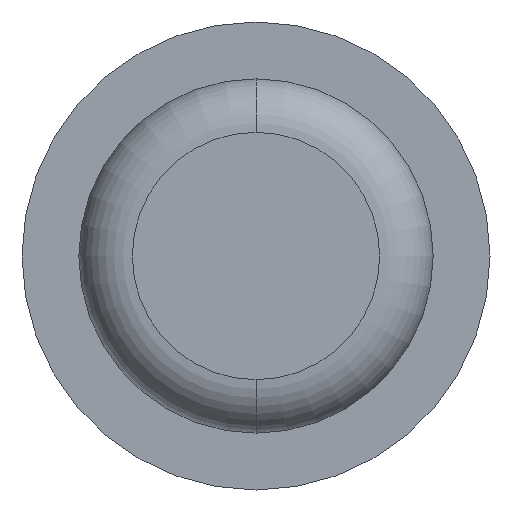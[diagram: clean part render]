
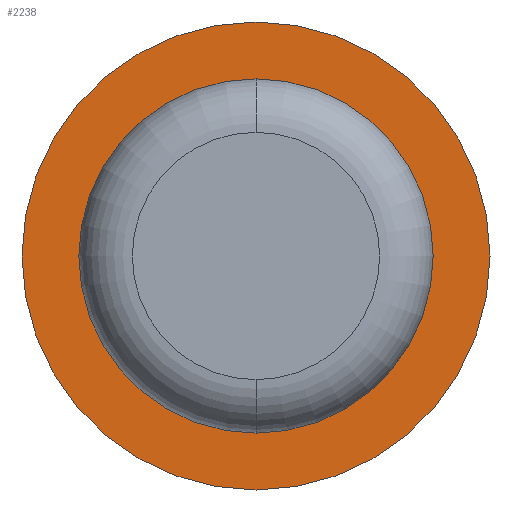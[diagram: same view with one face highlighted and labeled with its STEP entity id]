
A CAD part, front view. The second image highlights one B-rep face of the part: STEP entity #2238.
In plain terms, the highlighted planar face has unit normal (0, -1, 0).
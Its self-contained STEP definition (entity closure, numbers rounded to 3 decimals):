
#48 = DIRECTION ( 'NONE',  ( 0., -1., 0. ) ) ;
#347 = CARTESIAN_POINT ( 'NONE',  ( 0., 7.9, 0. ) ) ;
#414 = VERTEX_POINT ( 'NONE', #1918 ) ;
#563 = DIRECTION ( 'NONE',  ( 0., 0., -1. ) ) ;
#698 = AXIS2_PLACEMENT_3D ( 'NONE', #3448, #2181, #563 ) ;
#716 = VERTEX_POINT ( 'NONE', #1369 ) ;
#720 = EDGE_CURVE ( 'Defeature ausgef�hrt1_1+Defeature ausgef�hrt1_2+Defeature ausgef�hrt1_2+Defeature ausgef�hrt1_2', #1344, #414, #1427, .T. ) ;
#892 = AXIS2_PLACEMENT_3D ( 'NONE', #347, #48, #3276 ) ;
#999 = EDGE_CURVE ( 'Defeature ausgef�hrt1_2+Defeature ausgef�hrt1_3+Defeature ausgef�hrt1_3+Defeature ausgef�hrt1_3', #2149, #716, #3646, .T. ) ;
#1116 = DIRECTION ( 'NONE',  ( 0., -1., 0. ) ) ;
#1155 = DIRECTION ( 'NONE',  ( 0., -1., 0. ) ) ;
#1343 = ORIENTED_EDGE ( 'NONE', *, *, #720, .F. ) ;
#1344 = VERTEX_POINT ( 'NONE', #4100 ) ;
#1369 = CARTESIAN_POINT ( 'NONE',  ( 0., 7.9, 1.75 ) ) ;
#1409 = AXIS2_PLACEMENT_3D ( 'NONE', #2449, #1155, #3386 ) ;
#1427 = CIRCLE ( 'NONE', #892, 1.325 ) ;
#1461 = PLANE ( 'NONE',  #1681 ) ;
#1668 = CARTESIAN_POINT ( 'NONE',  ( 0., 7.9, -1.75 ) ) ;
#1681 = AXIS2_PLACEMENT_3D ( 'NONE', #1776, #1116, #3693 ) ;
#1776 = CARTESIAN_POINT ( 'NONE',  ( 1.325, 7.9, 0. ) ) ;
#1886 = ORIENTED_EDGE ( 'NONE', *, *, #3612, .F. ) ;
#1900 = DIRECTION ( 'NONE',  ( 0., -1., 0. ) ) ;
#1918 = CARTESIAN_POINT ( 'NONE',  ( 0., 7.9, -1.325 ) ) ;
#2149 = VERTEX_POINT ( 'NONE', #1668 ) ;
#2181 = DIRECTION ( 'NONE',  ( 0., -1., 0. ) ) ;
#2238 = ADVANCED_FACE ( 'Defeature ausgef�hrt1_2', ( #3484, #2692 ), #1461, .T. ) ;
#2273 = DIRECTION ( 'NONE',  ( 0., 0., -1. ) ) ;
#2280 = EDGE_LOOP ( 'NONE', ( #1886, #1343 ) ) ;
#2449 = CARTESIAN_POINT ( 'NONE',  ( 0., 7.9, 0. ) ) ;
#2502 = ORIENTED_EDGE ( 'NONE', *, *, #999, .T. ) ;
#2577 = CARTESIAN_POINT ( 'NONE',  ( 0., 7.9, 0. ) ) ;
#2692 = FACE_BOUND ( 'NONE', #2280, .T. ) ;
#3196 = EDGE_LOOP ( 'NONE', ( #2502, #3586 ) ) ;
#3276 = DIRECTION ( 'NONE',  ( 0., 0., -1. ) ) ;
#3386 = DIRECTION ( 'NONE',  ( 0., 0., -1. ) ) ;
#3448 = CARTESIAN_POINT ( 'NONE',  ( 0., 7.9, 0. ) ) ;
#3484 = FACE_OUTER_BOUND ( 'NONE', #3196, .T. ) ;
#3586 = ORIENTED_EDGE ( 'NONE', *, *, #4017, .T. ) ;
#3612 = EDGE_CURVE ( 'Defeature ausgef�hrt1_1+Defeature ausgef�hrt1_2+Defeature ausgef�hrt1_2+Defeature ausgef�hrt1_2', #414, #1344, #3639, .T. ) ;
#3639 = CIRCLE ( 'NONE', #698, 1.325 ) ;
#3646 = CIRCLE ( 'NONE', #1409, 1.75 ) ;
#3693 = DIRECTION ( 'NONE',  ( 0., 0., -1. ) ) ;
#3775 = AXIS2_PLACEMENT_3D ( 'NONE', #2577, #1900, #2273 ) ;
#3953 = CIRCLE ( 'NONE', #3775, 1.75 ) ;
#4017 = EDGE_CURVE ( 'Defeature ausgef�hrt1_2+Defeature ausgef�hrt1_3+Defeature ausgef�hrt1_3+Defeature ausgef�hrt1_3', #716, #2149, #3953, .T. ) ;
#4100 = CARTESIAN_POINT ( 'NONE',  ( 0., 7.9, 1.325 ) ) ;
